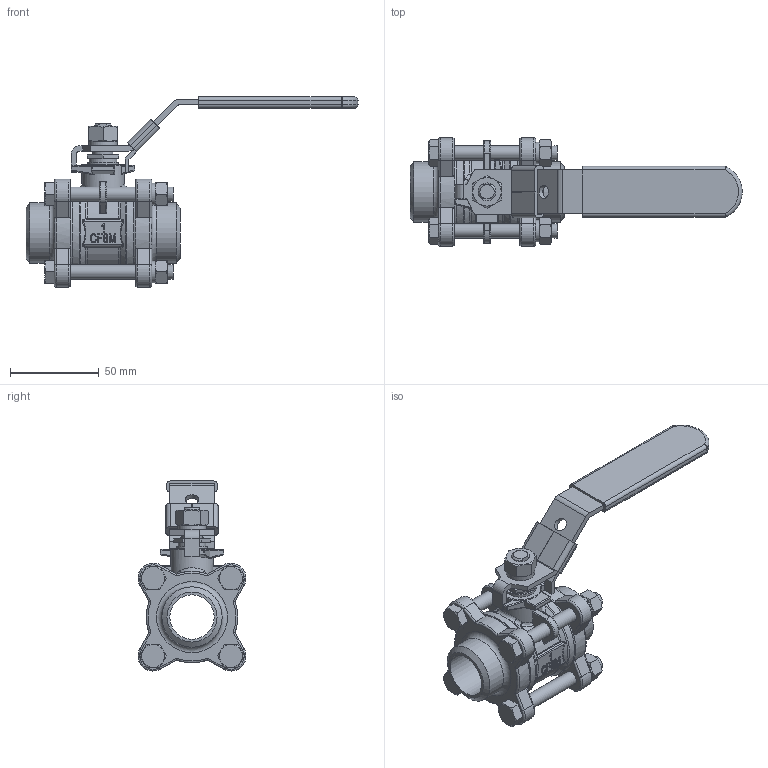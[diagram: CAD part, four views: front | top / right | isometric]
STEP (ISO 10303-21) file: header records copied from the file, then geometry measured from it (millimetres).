
FILE_DESCRIPTION(('STEP AP214'),'1');
FILE_NAME(' 1.stp','2020-09-04T01:36:23',(' '),(' '),'Spatial InterOp 3D',' ',' ');
FILE_SCHEMA(('AUTOMOTIVE_DESIGN { 1 0 10303 214 1 1 1 1 }'));
Length unit declared in the file: millimetre
Products named in the file (22): 3PC____ 1; 螺栓 ： 六角头 - M8.0 x 67.0; 弹簧垫圈; 螺母 ： 标准 - M8.0 x 6.8; 阀体; 阀杆; 螺母 ： 标准 - M10.0 x 8.4; 格兰; 阀盖; 加锁手柄; 手柄套
Assembly tree (21 placements, depth 2):
  3PC____ 1
    螺栓 ： 六角头 - M8.0 x 67.0
    弹簧垫圈
    螺母 ： 标准 - M8.0 x 6.8
    螺栓 ： 六角头 - M8.0 x 67.0
    弹簧垫圈
    螺母 ： 标准 - M8.0 x 6.8
    螺栓 ： 六角头 - M8.0 x 67.0
    弹簧垫圈
    螺母 ： 标准 - M8.0 x 6.8
    螺栓 ： 六角头 - M8.0 x 67.0
    弹簧垫圈
    螺母 ： 标准 - M8.0 x 6.8
    阀体
    阀杆
    螺母 ： 标准 - M10.0 x 8.4
    弹簧垫圈
    格兰
    阀盖
    加锁手柄
    手柄套
    阀盖
Bounding box: 187.09 x 60.84 x 107.12 mm (x, y, z)
Volume: 134513.2 mm3; surface area: 77726.3 mm2
Topology: 22 solids, 22 shells, 1159 faces, 2969 edges, 1871 vertices
Faces by surface type: plane 767, cylinder 177, cone 104, bspline 46, torus 41, sphere 24
Full cylindrical faces by diameter (mm): 7.5 x1, 8 x8, 8.1 x4, 8.3 x2, 8.5 x8, 10 x1, 10.9 x1, 11.5 x1, 12 x2, 12.3 x4, 15 x1, 15.5 x1, 15.951 x1, 16 x1, 16.1 x1, 17.46 x1, 24 x1, 25 x2, 34 x2, 40.5 x1, 41 x2, 44.6 x2, 51.5 x2
Entity records: 47130 total; most frequent: CARTESIAN_POINT 10341, ORIENTED_EDGE 5770, DIRECTION 5252, EDGE_CURVE 2885, LINE 2022, VECTOR 2022, VERTEX_POINT 1861, AXIS2_PLACEMENT_3D 1615
